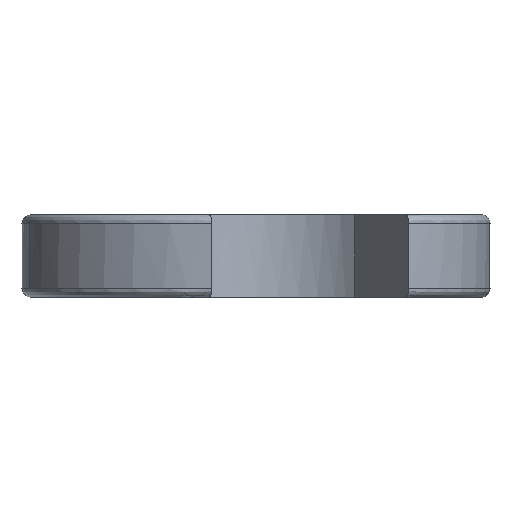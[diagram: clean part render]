
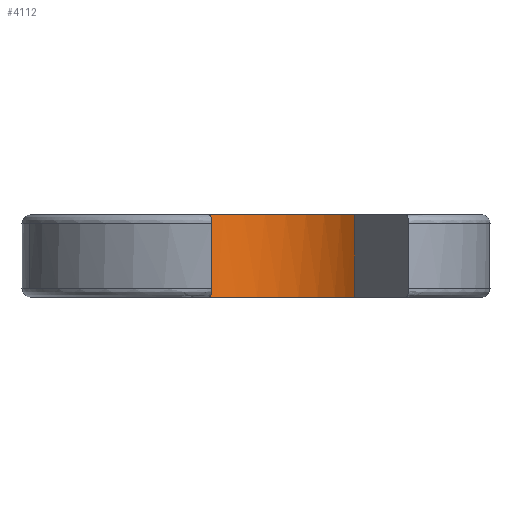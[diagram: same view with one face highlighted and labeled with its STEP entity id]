
A CAD part, left-side view. The second image highlights one B-rep face of the part: STEP entity #4112.
In plain terms, the highlighted free-form (B-spline) face has degree [2, 1] with [3, 2] control points.
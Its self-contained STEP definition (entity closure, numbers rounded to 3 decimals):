
#4112 = ADVANCED_FACE('',(#4113),#4145,.T.);
#4113 = FACE_BOUND('',#4114,.T.);
#4114 = EDGE_LOOP('',(#4115,#4124,#4132,#4139));
#4115 = ORIENTED_EDGE('',*,*,#4116,.T.);
#4116 = EDGE_CURVE('',#4117,#4119,#4121,.T.);
#4117 = VERTEX_POINT('',#4118);
#4118 = CARTESIAN_POINT('',(3.865,-12.642,
    -5.288));
#4119 = VERTEX_POINT('',#4120);
#4120 = CARTESIAN_POINT('',(3.865,-12.642,
    5.288));
#4121 = B_SPLINE_CURVE_WITH_KNOTS('',1,(#4122,#4123),.UNSPECIFIED.,.F.,
  .F.,(2,2),(0.,10.),.PIECEWISE_BEZIER_KNOTS.);
#4122 = CARTESIAN_POINT('',(3.865,-12.642,
    -5.288));
#4123 = CARTESIAN_POINT('',(3.865,-12.642,
    5.288));
#4124 = ORIENTED_EDGE('',*,*,#4125,.T.);
#4125 = EDGE_CURVE('',#4119,#4126,#4128,.T.);
#4126 = VERTEX_POINT('',#4127);
#4127 = CARTESIAN_POINT('',(-3.865,12.642,
    5.288));
#4128 = ( BOUNDED_CURVE() B_SPLINE_CURVE(2,(#4129,#4130,#4131),
.UNSPECIFIED.,.F.,.F.) B_SPLINE_CURVE_WITH_KNOTS((3,3),(5.595,
7.565),.PIECEWISE_BEZIER_KNOTS.) CURVE() 
GEOMETRIC_REPRESENTATION_ITEM() RATIONAL_B_SPLINE_CURVE((1.,
0.553,1.)) REPRESENTATION_ITEM('') );
#4129 = CARTESIAN_POINT('',(3.865,-12.642,
    5.288));
#4130 = CARTESIAN_POINT('',(19.058,5.827,
    5.288));
#4131 = CARTESIAN_POINT('',(-3.865,12.642,
    5.288));
#4132 = ORIENTED_EDGE('',*,*,#4133,.T.);
#4133 = EDGE_CURVE('',#4126,#4134,#4136,.T.);
#4134 = VERTEX_POINT('',#4135);
#4135 = CARTESIAN_POINT('',(-3.865,12.642,
    -5.288));
#4136 = B_SPLINE_CURVE_WITH_KNOTS('',1,(#4137,#4138),.UNSPECIFIED.,.F.,
  .F.,(2,2),(0.,10.),.PIECEWISE_BEZIER_KNOTS.);
#4137 = CARTESIAN_POINT('',(-3.865,12.642,
    5.288));
#4138 = CARTESIAN_POINT('',(-3.865,12.642,
    -5.288));
#4139 = ORIENTED_EDGE('',*,*,#4140,.T.);
#4140 = EDGE_CURVE('',#4134,#4117,#4141,.T.);
#4141 = ( BOUNDED_CURVE() B_SPLINE_CURVE(2,(#4142,#4143,#4144),
.UNSPECIFIED.,.F.,.F.) B_SPLINE_CURVE_WITH_KNOTS((3,3),(5.001,
6.972),.PIECEWISE_BEZIER_KNOTS.) CURVE() 
GEOMETRIC_REPRESENTATION_ITEM() RATIONAL_B_SPLINE_CURVE((1.,
0.553,1.)) REPRESENTATION_ITEM('') );
#4142 = CARTESIAN_POINT('',(-3.865,12.642,
    -5.288));
#4143 = CARTESIAN_POINT('',(19.058,5.827,
    -5.288));
#4144 = CARTESIAN_POINT('',(3.865,-12.642,
    -5.288));
#4145 = ( BOUNDED_SURFACE() B_SPLINE_SURFACE(2,1,(
    (#4146,#4147)
    ,(#4148,#4149)
    ,(#4150,#4151
)),.UNSPECIFIED.,.F.,.F.,.F.) B_SPLINE_SURFACE_WITH_KNOTS((3,3),(2,2),(
    0.,1.97),(0.,10.),.PIECEWISE_BEZIER_KNOTS.) 
GEOMETRIC_REPRESENTATION_ITEM() RATIONAL_B_SPLINE_SURFACE((
    (1.,1.)
    ,(0.553,0.553)
,(1.,1.))) REPRESENTATION_ITEM('') SURFACE() );
#4146 = CARTESIAN_POINT('',(-3.865,12.642,
    -5.288));
#4147 = CARTESIAN_POINT('',(-3.865,12.642,
    5.288));
#4148 = CARTESIAN_POINT('',(19.058,5.827,
    -5.288));
#4149 = CARTESIAN_POINT('',(19.058,5.827,
    5.288));
#4150 = CARTESIAN_POINT('',(3.865,-12.642,
    -5.288));
#4151 = CARTESIAN_POINT('',(3.865,-12.642,
    5.288));
